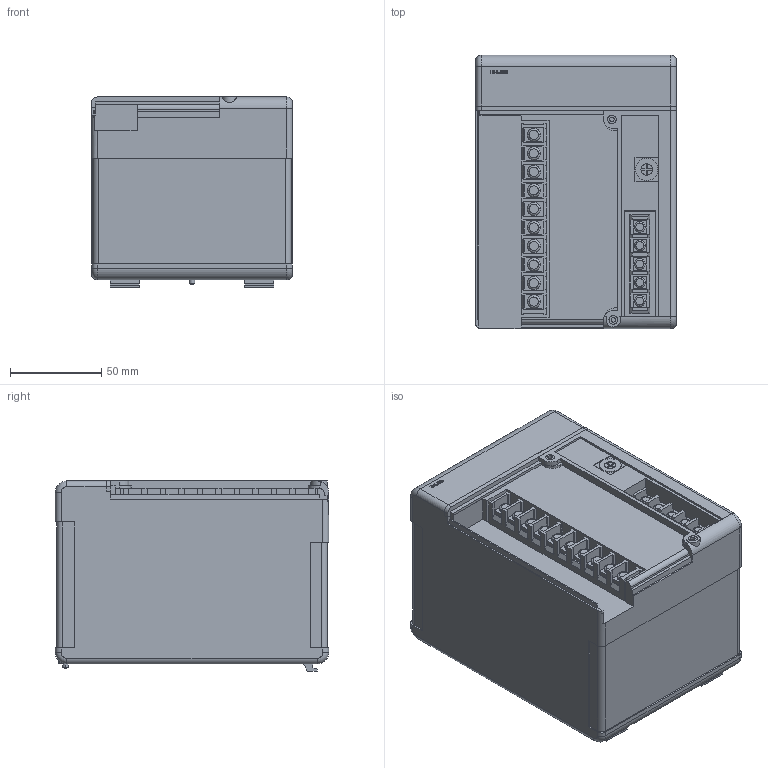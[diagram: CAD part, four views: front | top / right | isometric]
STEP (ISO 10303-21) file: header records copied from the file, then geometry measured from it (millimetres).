
FILE_DESCRIPTION (( 'STEP AP214' ), '1' );
FILE_NAME ('D4-RS.step', '2014-09-23T18:05:34', ( '' ), ( '' ), 'SwSTEP 2.0', 'SolidWorks 2014', '' );
FILE_SCHEMA (( 'AUTOMOTIVE_DESIGN' ));
Length unit declared in the file: inch
Products named in the file (1): D4-RS
Bounding box: 110.24 x 149.99 x 104.29 mm (x, y, z)
Volume: 1529464.5 mm3; surface area: 102785.1 mm2
Topology: 2 solids, 2 shells, 674 faces, 1775 edges, 1167 vertices
Faces by surface type: plane 518, cylinder 83, torus 39, bspline 32, cone 2
Entity records: 28151 total; most frequent: CARTESIAN_POINT 5388, ORIENTED_EDGE 3550, DIRECTION 3225, EDGE_CURVE 1775, LINE 1469, VECTOR 1469, VERTEX_POINT 1167, AXIS2_PLACEMENT_3D 878
